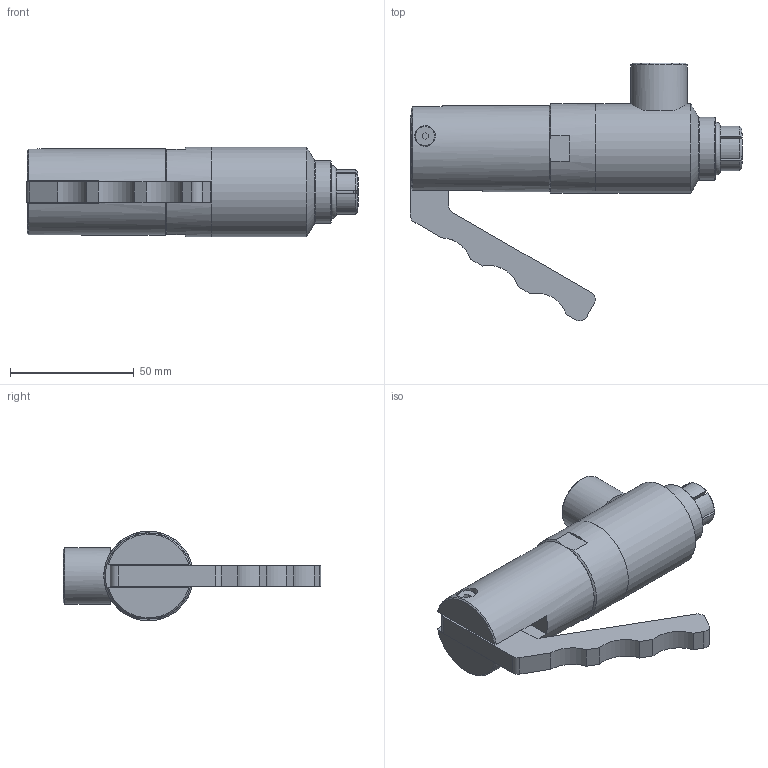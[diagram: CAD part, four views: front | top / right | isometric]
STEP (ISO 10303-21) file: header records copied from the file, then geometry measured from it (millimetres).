
FILE_DESCRIPTION((''),'2;1');
FILE_NAME('FNL-188061.stp','2013-05-21T08:57:03',('scottg'),(''),'Autodesk Inventor 2012','Autodesk Inventor 2012','');
FILE_SCHEMA(('AUTOMOTIVE_DESIGN { 1 0 10303 214 1 1 1 1 }'));
Length unit declared in the file: inch
Products named in the file (1): FNL-188061
Bounding box: 134.32 x 104.33 x 36.2 mm (x, y, z)
Volume: 129177.4 mm3; surface area: 26828.3 mm2
Topology: 2 solids, 3 shells, 170 faces, 455 edges, 289 vertices
Faces by surface type: plane 96, cylinder 34, cone 25, torus 15
Full cylindrical faces by diameter (mm): 4.826 x2, 4.978 x1, 8.157 x1, 8.331 x1, 13.894 x1, 15.71 x1, 22.86 x1, 25.4 x1, 31.394 x1, 31.852 x1, 34.874 x1, 36.195 x2
Entity records: 5228 total; most frequent: CARTESIAN_POINT 1236, ORIENTED_EDGE 830, DIRECTION 798, EDGE_CURVE 415, AXIS2_PLACEMENT_3D 302, VERTEX_POINT 276, EDGE_LOOP 214, VECTOR 194
